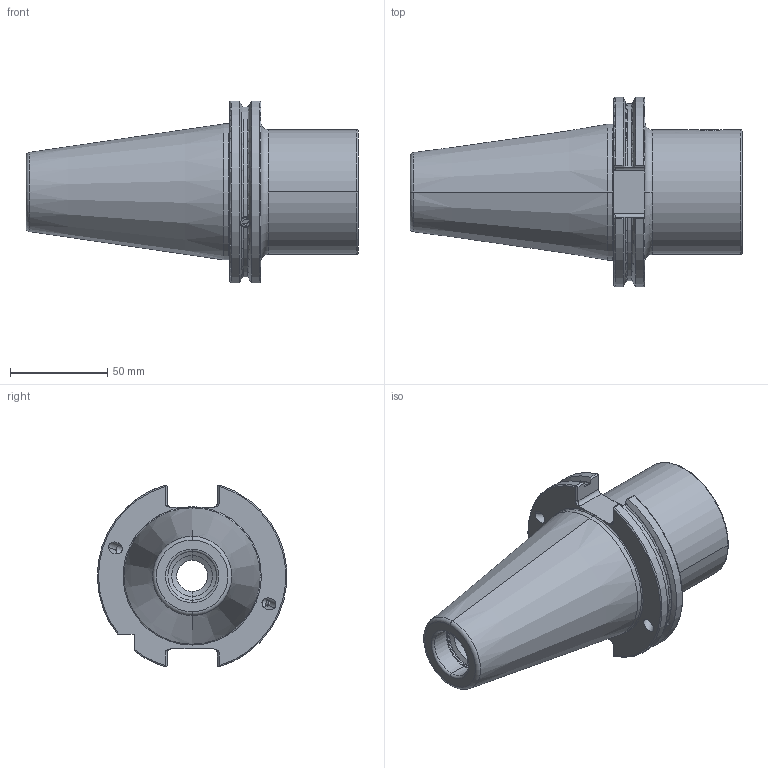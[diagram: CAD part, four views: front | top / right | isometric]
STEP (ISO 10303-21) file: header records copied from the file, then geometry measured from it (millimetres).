
FILE_DESCRIPTION (( 'STEP AP203' ), '1' );
FILE_NAME ('SB5-ST6.K01.069.STEP', '2016-02-12T09:20:37', ( 'SWIAdmin' ), ( 'Hewlett-Packard Company' ), 'SwSTEP 2.0', 'SolidWorks 2015', '' );
FILE_SCHEMA (( 'CONFIG_CONTROL_DESIGN' ));
Length unit declared in the file: millimetre
Products named in the file (4): SB5-ST6.K01.069_A_mit Bundk”lung; ST6-ER1.001.018_A; ISO 4026 - M6 x 5; SB5-ST6.K01.069
Assembly tree (3 placements, depth 2):
  SB5-ST6.K01.069
    SB5-ST6.K01.069_A_mit Bundk”lung
    ST6-ER1.001.018_A
    ISO 4026 - M6 x 5
Bounding box: 170.6 x 97.28 x 93.51 mm (x, y, z)
Volume: 442632.4 mm3; surface area: 59732.5 mm2
Topology: 3 solids, 3 shells, 186 faces, 492 edges, 307 vertices
Faces by surface type: plane 59, cylinder 54, torus 35, cone 34, bspline 4
Entity records: 7172 total; most frequent: CARTESIAN_POINT 2327, ORIENTED_EDGE 976, DIRECTION 887, EDGE_CURVE 488, AXIS2_PLACEMENT_3D 344, VERTEX_POINT 307, VECTOR 199, LINE 199
